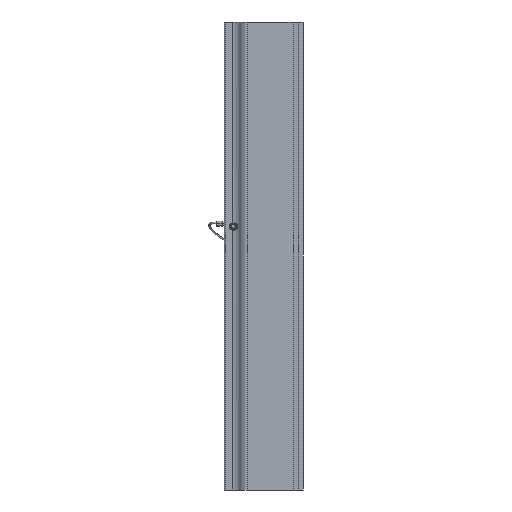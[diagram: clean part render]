
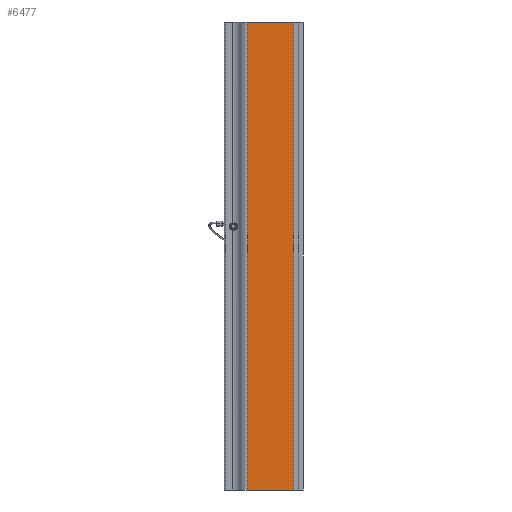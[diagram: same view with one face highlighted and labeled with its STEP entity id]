
A CAD part, left-side view. The second image highlights one B-rep face of the part: STEP entity #6477.
In plain terms, the highlighted planar face has unit normal (-1, 0, 0).
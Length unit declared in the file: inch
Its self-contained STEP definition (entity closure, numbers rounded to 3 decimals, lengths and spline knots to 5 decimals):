
#426=PLANE('',#7192);
#778=FACE_OUTER_BOUND('',#1131,.T.);
#1131=EDGE_LOOP('',(#4802,#4803,#4804,#4805));
#1576=LINE('',#10396,#2056);
#1601=LINE('',#10493,#2081);
#1602=LINE('',#10496,#2082);
#1603=LINE('',#10497,#2083);
#2056=VECTOR('',#8218,0.3937);
#2081=VECTOR('',#8297,0.3937);
#2082=VECTOR('',#8300,0.3937);
#2083=VECTOR('',#8301,0.3937);
#2956=VERTEX_POINT('',#10393);
#2957=VERTEX_POINT('',#10395);
#3002=VERTEX_POINT('',#10491);
#3003=VERTEX_POINT('',#10495);
#3641=EDGE_CURVE('',#2957,#2956,#1576,.T.);
#3691=EDGE_CURVE('',#2956,#3002,#1601,.T.);
#3692=EDGE_CURVE('',#3002,#3003,#1602,.T.);
#3693=EDGE_CURVE('',#2957,#3003,#1603,.T.);
#4802=ORIENTED_EDGE('',*,*,#3692,.T.);
#4803=ORIENTED_EDGE('',*,*,#3693,.F.);
#4804=ORIENTED_EDGE('',*,*,#3641,.T.);
#4805=ORIENTED_EDGE('',*,*,#3691,.T.);
#6477=ADVANCED_FACE('',(#778),#426,.T.);
#7192=AXIS2_PLACEMENT_3D('',#10494,#8298,#8299);
#8218=DIRECTION('',(0.,-1.,0.));
#8297=DIRECTION('',(0.,0.,1.));
#8298=DIRECTION('center_axis',(-1.,0.,0.));
#8299=DIRECTION('ref_axis',(0.,0.,1.));
#8300=DIRECTION('',(0.,1.,0.));
#8301=DIRECTION('',(0.,0.,1.));
#10393=CARTESIAN_POINT('',(-2.25,-0.4844,-23.75));
#10395=CARTESIAN_POINT('',(-2.25,4.09438,-23.75));
#10396=CARTESIAN_POINT('',(-2.25,4.09438,-23.75));
#10491=CARTESIAN_POINT('',(-2.25,-0.4844,23.75));
#10493=CARTESIAN_POINT('',(-2.25,-0.4844,0.));
#10494=CARTESIAN_POINT('Origin',(-2.25,-0.4844,0.));
#10495=CARTESIAN_POINT('',(-2.25,4.09438,23.75));
#10496=CARTESIAN_POINT('',(-2.25,4.09438,23.75));
#10497=CARTESIAN_POINT('',(-2.25,4.09438,0.));
